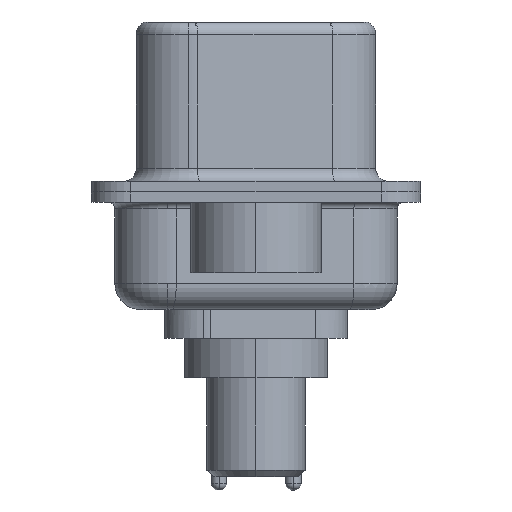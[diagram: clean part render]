
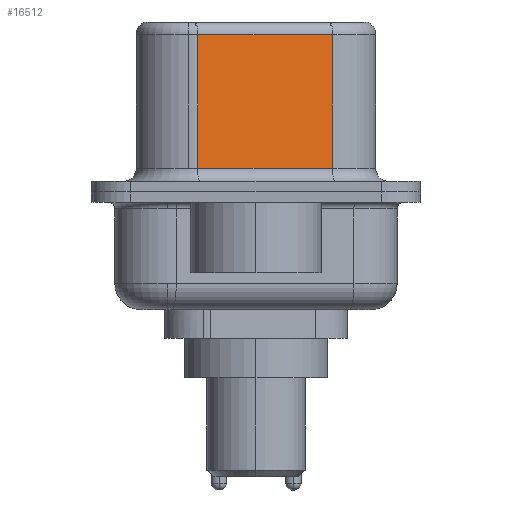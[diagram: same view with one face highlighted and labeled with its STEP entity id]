
A CAD part, left-side view. The second image highlights one B-rep face of the part: STEP entity #16512.
In plain terms, the highlighted planar face has unit normal (-0.985, -0.174, 0).
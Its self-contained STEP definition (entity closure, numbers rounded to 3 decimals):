
#347 = DIRECTION ( 'NONE',  ( -0.174, 0.985, 0. ) ) ;
#354 = DIRECTION ( 'NONE',  ( 0., 0., -1. ) ) ;
#534 = DIRECTION ( 'NONE',  ( 0.985, 0.174, 0. ) ) ;
#790 = VERTEX_POINT ( 'NONE', #8843 ) ;
#978 = DIRECTION ( 'NONE',  ( 0.174, -0.985, 0. ) ) ;
#1491 = VERTEX_POINT ( 'NONE', #2317 ) ;
#1853 = PLANE ( 'NONE',  #8824 ) ;
#2317 = CARTESIAN_POINT ( 'NONE',  ( 4.58, -2.927, 0.9 ) ) ;
#2553 = VECTOR ( 'NONE', #978, 1000. ) ;
#2831 = CARTESIAN_POINT ( 'NONE',  ( 3.67, 2.233, 6.52 ) ) ;
#3364 = LINE ( 'NONE', #2831, #14870 ) ;
#5979 = EDGE_CURVE ( 'NONE', #790, #6260, #3364, .T. ) ;
#6023 = DIRECTION ( 'NONE',  ( 0., 0., -1. ) ) ;
#6260 = VERTEX_POINT ( 'NONE', #17037 ) ;
#7254 = LINE ( 'NONE', #12873, #2553 ) ;
#7518 = EDGE_LOOP ( 'NONE', ( #12639, #14127, #13746, #13152 ) ) ;
#8032 = CARTESIAN_POINT ( 'NONE',  ( 4.58, -2.927, 6.52 ) ) ;
#8578 = EDGE_CURVE ( 'NONE', #6260, #1491, #7254, .T. ) ;
#8824 = AXIS2_PLACEMENT_3D ( 'NONE', #8032, #534, #347 ) ;
#8843 = CARTESIAN_POINT ( 'NONE',  ( 3.67, 2.233, 6.02 ) ) ;
#9456 = LINE ( 'NONE', #19456, #9917 ) ;
#9851 = FACE_OUTER_BOUND ( 'NONE', #7518, .T. ) ;
#9917 = VECTOR ( 'NONE', #15217, 1000. ) ;
#10924 = CARTESIAN_POINT ( 'NONE',  ( 4.58, -2.927, 6.52 ) ) ;
#12639 = ORIENTED_EDGE ( 'NONE', *, *, #14420, .F. ) ;
#12658 = CARTESIAN_POINT ( 'NONE',  ( 4.58, -2.927, 6.02 ) ) ;
#12873 = CARTESIAN_POINT ( 'NONE',  ( 4.58, -2.927, 0.9 ) ) ;
#13152 = ORIENTED_EDGE ( 'NONE', *, *, #8578, .T. ) ;
#13466 = LINE ( 'NONE', #10924, #16000 ) ;
#13746 = ORIENTED_EDGE ( 'NONE', *, *, #5979, .T. ) ;
#14127 = ORIENTED_EDGE ( 'NONE', *, *, #15006, .T. ) ;
#14420 = EDGE_CURVE ( 'NONE', #18914, #1491, #13466, .T. ) ;
#14870 = VECTOR ( 'NONE', #6023, 1000. ) ;
#15006 = EDGE_CURVE ( 'NONE', #18914, #790, #9456, .T. ) ;
#15217 = DIRECTION ( 'NONE',  ( -0.174, 0.985, 0. ) ) ;
#16000 = VECTOR ( 'NONE', #354, 1000. ) ;
#16512 = ADVANCED_FACE ( 'NONE', ( #9851 ), #1853, .F. ) ;
#17037 = CARTESIAN_POINT ( 'NONE',  ( 3.67, 2.233, 0.9 ) ) ;
#18914 = VERTEX_POINT ( 'NONE', #12658 ) ;
#19456 = CARTESIAN_POINT ( 'NONE',  ( 4.58, -2.927, 6.02 ) ) ;
